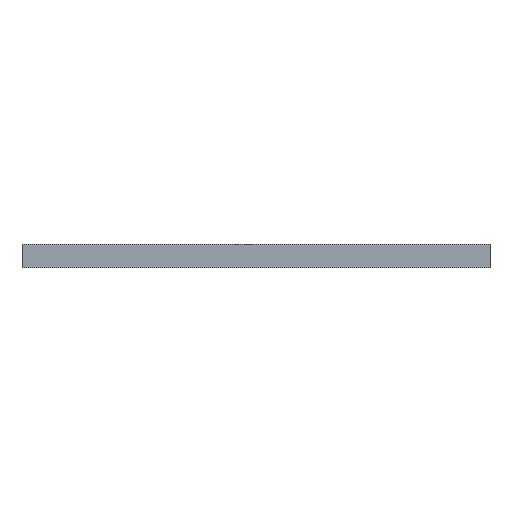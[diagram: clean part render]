
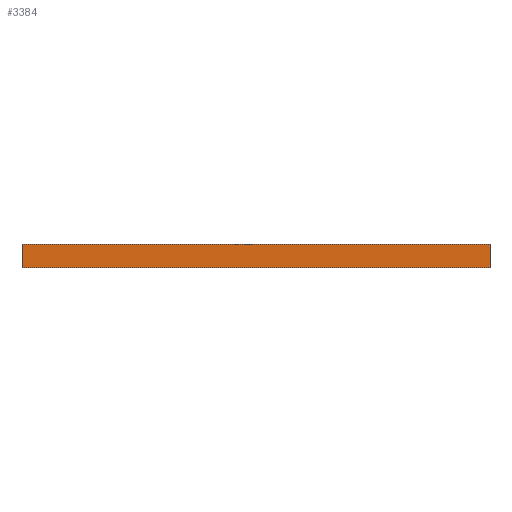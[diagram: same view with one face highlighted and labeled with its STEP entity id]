
A CAD part, front view. The second image highlights one B-rep face of the part: STEP entity #3384.
In plain terms, the highlighted planar face has unit normal (0, -1, 0).
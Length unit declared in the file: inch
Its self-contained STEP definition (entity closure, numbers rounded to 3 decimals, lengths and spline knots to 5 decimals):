
#525 = DIRECTION ( 'NONE',  ( 1., 0., 0. ) ) ;
#600 = ORIENTED_EDGE ( 'NONE', *, *, #1792, .F. ) ;
#608 = PLANE ( 'NONE',  #6821 ) ;
#970 = VECTOR ( 'NONE', #2030, 39.37008 ) ;
#1345 = VERTEX_POINT ( 'NONE', #8124 ) ;
#1538 = VECTOR ( 'NONE', #525, 39.37008 ) ;
#1640 = LINE ( 'NONE', #7145, #1538 ) ;
#1792 = EDGE_CURVE ( 'NONE', #1345, #7279, #2120, .T. ) ;
#2030 = DIRECTION ( 'NONE',  ( 1., 0., 0. ) ) ;
#2120 = LINE ( 'NONE', #6075, #970 ) ;
#2269 = ORIENTED_EDGE ( 'NONE', *, *, #4732, .F. ) ;
#2988 = ORIENTED_EDGE ( 'NONE', *, *, #4452, .T. ) ;
#3315 = CARTESIAN_POINT ( 'NONE',  ( 0.59055, -0.59055, 0. ) ) ;
#3384 = ADVANCED_FACE ( 'NONE', ( #4036 ), #608, .T. ) ;
#3705 = VECTOR ( 'NONE', #4188, 39.37008 ) ;
#4036 = FACE_OUTER_BOUND ( 'NONE', #6199, .T. ) ;
#4072 = EDGE_CURVE ( 'NONE', #4631, #6752, #1640, .T. ) ;
#4188 = DIRECTION ( 'NONE',  ( 0., 0., 1. ) ) ;
#4452 = EDGE_CURVE ( 'NONE', #6752, #7279, #4712, .T. ) ;
#4631 = VERTEX_POINT ( 'NONE', #6744 ) ;
#4689 = DIRECTION ( 'NONE',  ( 0., 0., 1. ) ) ;
#4712 = LINE ( 'NONE', #3315, #8224 ) ;
#4732 = EDGE_CURVE ( 'NONE', #4631, #1345, #5153, .T. ) ;
#4739 = CARTESIAN_POINT ( 'NONE',  ( 0.59055, -0.59055, 0.01969 ) ) ;
#4824 = CARTESIAN_POINT ( 'NONE',  ( -0.59055, -0.59055, 0. ) ) ;
#5153 = LINE ( 'NONE', #4824, #3705 ) ;
#5930 = DIRECTION ( 'NONE',  ( 1., 0., 0. ) ) ;
#6075 = CARTESIAN_POINT ( 'NONE',  ( -0.59055, -0.59055, 0.01969 ) ) ;
#6199 = EDGE_LOOP ( 'NONE', ( #2269, #7139, #2988, #600 ) ) ;
#6744 = CARTESIAN_POINT ( 'NONE',  ( -0.59055, -0.59055, -0.03937 ) ) ;
#6752 = VERTEX_POINT ( 'NONE', #8299 ) ;
#6821 = AXIS2_PLACEMENT_3D ( 'NONE', #8665, #7984, #5930 ) ;
#7139 = ORIENTED_EDGE ( 'NONE', *, *, #4072, .T. ) ;
#7145 = CARTESIAN_POINT ( 'NONE',  ( -0.59055, -0.59055, -0.03937 ) ) ;
#7279 = VERTEX_POINT ( 'NONE', #4739 ) ;
#7984 = DIRECTION ( 'NONE',  ( 0., -1., 0. ) ) ;
#8124 = CARTESIAN_POINT ( 'NONE',  ( -0.59055, -0.59055, 0.01969 ) ) ;
#8224 = VECTOR ( 'NONE', #4689, 39.37008 ) ;
#8299 = CARTESIAN_POINT ( 'NONE',  ( 0.59055, -0.59055, -0.03937 ) ) ;
#8665 = CARTESIAN_POINT ( 'NONE',  ( -0.59055, -0.59055, 0. ) ) ;
